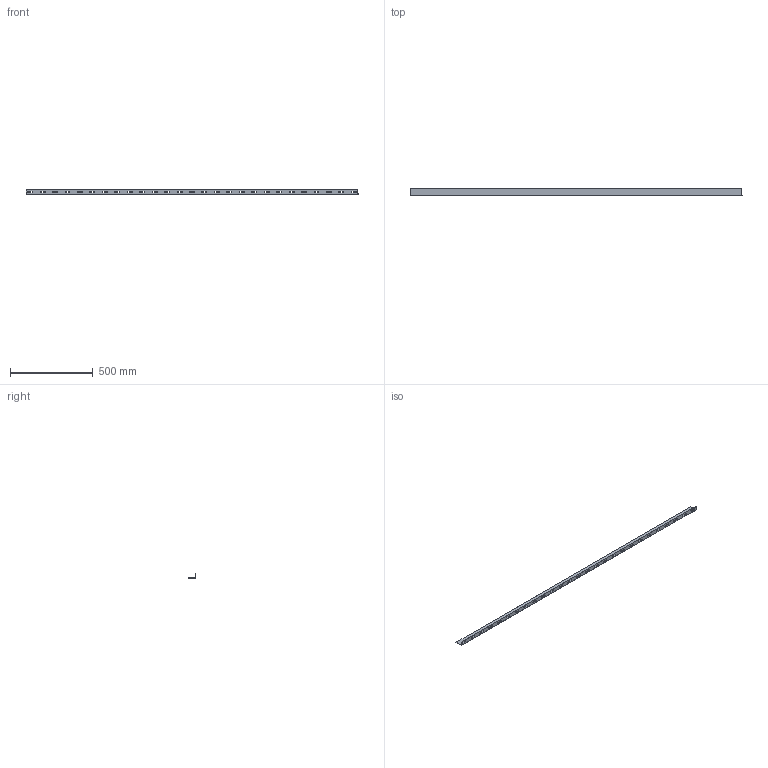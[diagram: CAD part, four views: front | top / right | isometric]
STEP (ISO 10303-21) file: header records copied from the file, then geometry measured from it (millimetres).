
FILE_DESCRIPTION (( 'STEP AP203' ), '1' );
FILE_NAME ('CLP1FR-050-2 Ðàçäåëèòåëüíàÿ ïåðåãîðîäêà h 50 RAL.STEP', '2016-03-09T11:35:21', ( '' ), ( '' ), 'SwSTEP 2.0', 'SolidWorks 2014', '' );
FILE_SCHEMA (( 'CONFIG_CONTROL_DESIGN' ));
Length unit declared in the file: millimetre
Products named in the file (1): CLP1FR-050-2 Ðàçäåëèòåëüíàÿ ïåðåãîðîäêà h 50 RAL
Bounding box: 2000 x 45 x 25 mm (x, y, z)
Volume: 106411.3 mm3; surface area: 270807.2 mm2
Topology: 1 solids, 1 shells, 120 faces, 354 edges, 236 vertices
Faces by surface type: plane 66, cylinder 54
Entity records: 4211 total; most frequent: CARTESIAN_POINT 711, ORIENTED_EDGE 708, DIRECTION 704, EDGE_CURVE 354, LINE 246, VECTOR 246, VERTEX_POINT 236, AXIS2_PLACEMENT_3D 229
